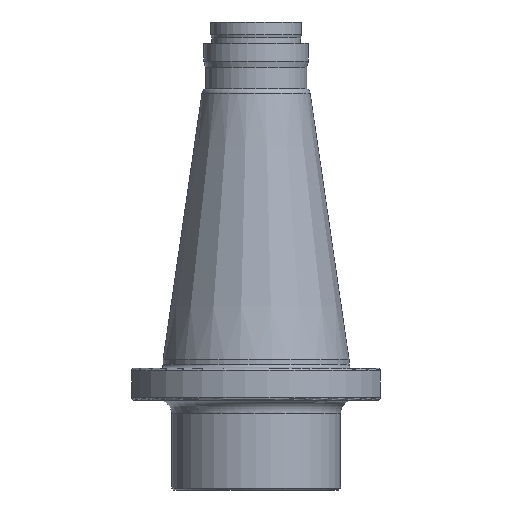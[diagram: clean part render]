
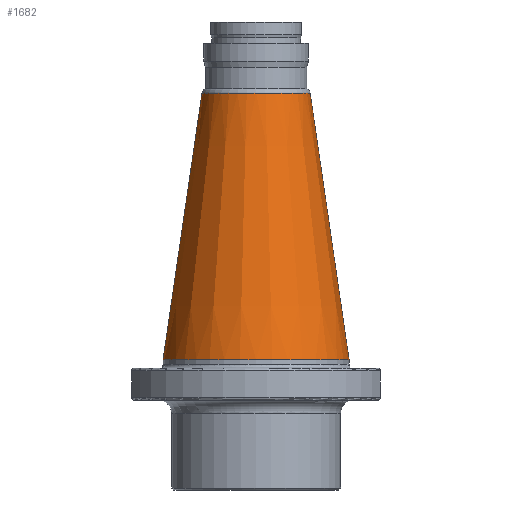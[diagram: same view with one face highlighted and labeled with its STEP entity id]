
A CAD part, front view. The second image highlights one B-rep face of the part: STEP entity #1682.
In plain terms, the highlighted conical face has half-angle 8.297 degrees and reference radius 34.925 mm.
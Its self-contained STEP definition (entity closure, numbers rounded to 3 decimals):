
#722=EDGE_CURVE('NONE',#2014,#938,#2105,.T.);
#938=VERTEX_POINT('NONE',#2349);
#982=VERTEX_POINT('NONE',#2396);
#1244=EDGE_CURVE('NONE',#938,#982,#2686,.T.);
#1358=VERTEX_POINT('NONE',#2811);
#1420=EDGE_CURVE('NONE',#982,#1358,#2877,.T.);
#1682=ADVANCED_FACE('NONE',(#3174),#3175,.T.);
#1834=EDGE_CURVE('NONE',#2014,#1358,#3346,.T.);
#2014=VERTEX_POINT('NONE',#3538);
#2105=CIRCLE('',#3637,20.333);
#2349=CARTESIAN_POINT('',(-20.333,0.,100.06));
#2396=CARTESIAN_POINT('',(-34.925,0.,0.0));
#2686=LINE('',#4587,#4588);
#2811=CARTESIAN_POINT('',(34.925,0.,0.0));
#2877=CIRCLE('',#4885,34.925);
#3174=FACE_OUTER_BOUND('',#5307,.T.);
#3175=CONICAL_SURFACE('',#5308,34.925,0.145);
#3346=LINE('',#5581,#5582);
#3538=CARTESIAN_POINT('',(20.333,0.,100.06));
#3637=AXIS2_PLACEMENT_3D('',#6071,#6072,#6073);
#4587=CARTESIAN_POINT('',(-34.925,0.,0.0));
#4588=VECTOR('',#6755,1000.0);
#4885=AXIS2_PLACEMENT_3D('',#6958,#6959,#6960);
#5307=EDGE_LOOP('',(#7332,#7333,#7334,#7335));
#5308=AXIS2_PLACEMENT_3D('',#7336,#7337,#7338);
#5581=CARTESIAN_POINT('',(34.925,0.,0.0));
#5582=VECTOR('',#7563,1000.0);
#6071=CARTESIAN_POINT('',(0.0,0.0,100.06));
#6072=DIRECTION('',(0.0,0.0,-1.0));
#6073=DIRECTION('',(-1.0,0.,0.0));
#6755=DIRECTION('',(-0.144,0.,-0.99));
#6958=CARTESIAN_POINT('',(0.0,0.0,0.0));
#6959=DIRECTION('',(0.0,0.0,1.0));
#6960=DIRECTION('',(-1.0,0.,0.0));
#7332=ORIENTED_EDGE('',*,*,#722,.T.);
#7333=ORIENTED_EDGE('',*,*,#1244,.T.);
#7334=ORIENTED_EDGE('',*,*,#1420,.T.);
#7335=ORIENTED_EDGE('',*,*,#1834,.F.);
#7336=CARTESIAN_POINT('',(0.0,0.0,0.0));
#7337=DIRECTION('',(-0.0,0.0,-1.0));
#7338=DIRECTION('',(1.0,0.,-0.0));
#7563=DIRECTION('',(0.144,0.,-0.99));
